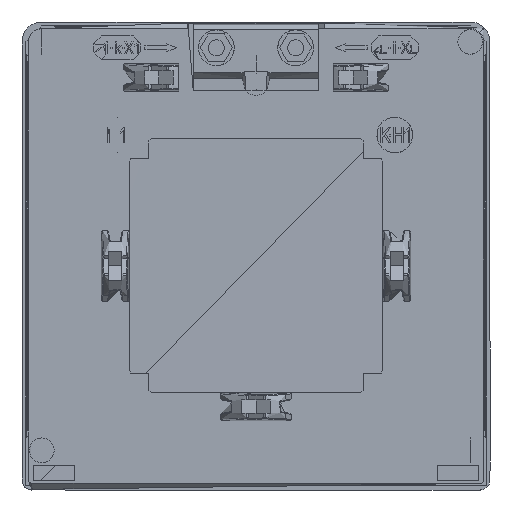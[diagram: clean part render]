
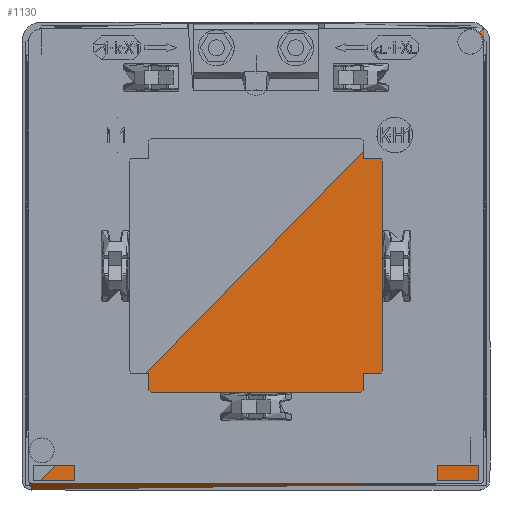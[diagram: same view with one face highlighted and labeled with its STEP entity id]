
A CAD part, front view. The second image highlights one B-rep face of the part: STEP entity #1130.
In plain terms, the highlighted free-form (B-spline) face has degree [2, 3] with [3, 15] control points.
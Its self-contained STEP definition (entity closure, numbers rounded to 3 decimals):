
#1130=ADVANCED_FACE('',(#2547),#23156,.T.);
#2547=FACE_OUTER_BOUND('',#4025,.T.);
#4025=EDGE_LOOP('',(#8552,#8553,#8554,#8555));
#8552=ORIENTED_EDGE('',*,*,#14194,.T.);
#8553=ORIENTED_EDGE('',*,*,#14196,.T.);
#8554=ORIENTED_EDGE('',*,*,#12475,.F.);
#8555=ORIENTED_EDGE('',*,*,#14195,.F.);
#12475=EDGE_CURVE('',#19959,#19960,#18909,.T.);
#14194=EDGE_CURVE('',#21096,#21097,#19286,.T.);
#14195=EDGE_CURVE('',#21096,#19959,#19287,.T.);
#14196=EDGE_CURVE('',#21097,#19960,#19288,.T.);
#18909=(
BOUNDED_CURVE()
B_SPLINE_CURVE(2,(#33681,#33682,#33683),.UNSPECIFIED.,.F.,.F.)
B_SPLINE_CURVE_WITH_KNOTS((3,3),(0.,2.343),.UNSPECIFIED.)
CURVE()
GEOMETRIC_REPRESENTATION_ITEM()
RATIONAL_B_SPLINE_CURVE((1.,0.71,1.))
REPRESENTATION_ITEM('')
);
#19286=(
BOUNDED_CURVE()
B_SPLINE_CURVE(2,(#40566,#40567,#40568),.UNSPECIFIED.,.F.,.F.)
B_SPLINE_CURVE_WITH_KNOTS((3,3),(0.,2.343),
 .UNSPECIFIED.)
CURVE()
GEOMETRIC_REPRESENTATION_ITEM()
RATIONAL_B_SPLINE_CURVE((1.,0.71,1.))
REPRESENTATION_ITEM('')
);
#19287=(
BOUNDED_CURVE()
B_SPLINE_CURVE(2,(#40569,#40570,#40571,#40572,#40573,#40574,#40575,#40576,
#40577),.UNSPECIFIED.,.F.,.F.)
B_SPLINE_CURVE_WITH_KNOTS((3,2,2,2,3),(229.011,232.851,
340.899,344.739,455.232),.UNSPECIFIED.)
CURVE()
GEOMETRIC_REPRESENTATION_ITEM()
RATIONAL_B_SPLINE_CURVE((1.,0.924,1.,1.,1.,0.707,
1.,1.,1.))
REPRESENTATION_ITEM('')
);
#19288=(
BOUNDED_CURVE()
B_SPLINE_CURVE(3,(#40578,#40579,#40580,#40581,#40582,#40583,#40584,#40585,
#40586,#40587,#40588,#40589,#40590,#40591,#40592,#40593,#40594,#40595,#40596),
 .UNSPECIFIED.,.F.,.F.)
B_SPLINE_CURVE_WITH_KNOTS((4,3,3,3,3,3,4),(227.752,229.122,
230.387,340.887,341.559,342.232,455.232),
 .UNSPECIFIED.)
CURVE()
GEOMETRIC_REPRESENTATION_ITEM()
RATIONAL_B_SPLINE_CURVE((1.,1.,1.,1.,1.,1.,1.,1.,1.,1.,1.,
1.,1.,1.,1.,1.,1.,1.,1.))
REPRESENTATION_ITEM('')
);
#19959=VERTEX_POINT('',#32468);
#19960=VERTEX_POINT('',#32469);
#21096=VERTEX_POINT('',#33605);
#21097=VERTEX_POINT('',#33606);
#23156=(
BOUNDED_SURFACE()
B_SPLINE_SURFACE(2,3,((#30701,#30702,#30703,#30704,#30705,#30706,#30707,
#30708,#30709,#30710,#30711,#30712,#30713,#30714,#30715),(#30716,#30717,
#30718,#30719,#30720,#30721,#30722,#30723,#30724,#30725,#30726,#30727,#30728,
#30729,#30730),(#30731,#30732,#30733,#30734,#30735,#30736,#30737,#30738,
#30739,#30740,#30741,#30742,#30743,#30744,#30745)),.UNSPECIFIED.,.F.,.F.,
 .F.)
B_SPLINE_SURFACE_WITH_KNOTS((3,3),(4,1,3,3,1,3,4),(0.,2.343),
(227.752,229.122,230.387,340.887,341.559,
342.232,455.232),.UNSPECIFIED.)
GEOMETRIC_REPRESENTATION_ITEM()
RATIONAL_B_SPLINE_SURFACE(((1.,1.,1.,1.,1.,1.,1.,1.,1.,
1.,1.,1.,1.,1.,1.),(0.71,0.71,
0.71,0.71,0.71,0.71,
0.71,0.71,0.71,0.71,
0.71,0.71,0.71,0.71,
0.71),(1.,1.,1.,1.,1.,1.,1.,1.,1.,
1.,1.,1.,1.,1.,1.)))
REPRESENTATION_ITEM('')
SURFACE()
);
#30701=CARTESIAN_POINT('',(116.434,-16.513,116.434));
#30702=CARTESIAN_POINT('',(116.901,-16.513,115.966));
#30703=CARTESIAN_POINT('',(117.614,-16.513,114.881));
#30704=CARTESIAN_POINT('',(117.856,-16.513,113.61));
#30705=CARTESIAN_POINT('',(117.856,-16.513,113.));
#30706=CARTESIAN_POINT('',(117.856,-16.513,76.167));
#30707=CARTESIAN_POINT('',(117.856,-16.513,39.333));
#30708=CARTESIAN_POINT('',(117.856,-16.513,2.5));
#30709=CARTESIAN_POINT('',(117.86,-16.513,1.883));
#30710=CARTESIAN_POINT('',(117.344,-16.513,0.656));
#30711=CARTESIAN_POINT('',(116.117,-16.513,0.14));
#30712=CARTESIAN_POINT('',(115.5,-16.513,0.144));
#30713=CARTESIAN_POINT('',(77.833,-16.513,0.144));
#30714=CARTESIAN_POINT('',(40.167,-16.513,0.144));
#30715=CARTESIAN_POINT('',(2.5,-16.513,0.144));
#30716=CARTESIAN_POINT('',(116.425,-18.,116.425));
#30717=CARTESIAN_POINT('',(116.891,-18.,115.958));
#30718=CARTESIAN_POINT('',(117.601,-18.,114.876));
#30719=CARTESIAN_POINT('',(117.843,-18.,113.608));
#30720=CARTESIAN_POINT('',(117.843,-18.,113.));
#30721=CARTESIAN_POINT('',(117.843,-18.,76.167));
#30722=CARTESIAN_POINT('',(117.843,-18.,39.333));
#30723=CARTESIAN_POINT('',(117.843,-18.,2.5));
#30724=CARTESIAN_POINT('',(117.847,-18.,1.886));
#30725=CARTESIAN_POINT('',(117.334,-18.,0.666));
#30726=CARTESIAN_POINT('',(116.114,-18.,0.153));
#30727=CARTESIAN_POINT('',(115.5,-18.,0.157));
#30728=CARTESIAN_POINT('',(77.833,-18.,0.157));
#30729=CARTESIAN_POINT('',(40.167,-18.,0.157));
#30730=CARTESIAN_POINT('',(2.5,-18.,0.157));
#30731=CARTESIAN_POINT('',(115.373,-18.,115.373));
#30732=CARTESIAN_POINT('',(115.696,-18.,115.05));
#30733=CARTESIAN_POINT('',(116.189,-18.,114.3));
#30734=CARTESIAN_POINT('',(116.356,-18.,113.422));
#30735=CARTESIAN_POINT('',(116.356,-18.,113.));
#30736=CARTESIAN_POINT('',(116.356,-18.,76.167));
#30737=CARTESIAN_POINT('',(116.356,-18.,39.333));
#30738=CARTESIAN_POINT('',(116.356,-18.,2.5));
#30739=CARTESIAN_POINT('',(116.357,-18.,2.276));
#30740=CARTESIAN_POINT('',(116.17,-18.,1.83));
#30741=CARTESIAN_POINT('',(115.724,-18.,1.643));
#30742=CARTESIAN_POINT('',(115.5,-18.,1.644));
#30743=CARTESIAN_POINT('',(77.833,-18.,1.644));
#30744=CARTESIAN_POINT('',(40.167,-18.,1.644));
#30745=CARTESIAN_POINT('',(2.5,-18.,1.644));
#32468=CARTESIAN_POINT('',(2.5,-16.513,0.144));
#32469=CARTESIAN_POINT('',(2.5,-18.,1.644));
#33605=CARTESIAN_POINT('',(116.434,-16.513,116.434));
#33606=CARTESIAN_POINT('',(115.373,-18.,115.373));
#33681=CARTESIAN_POINT('',(2.5,-16.513,0.144));
#33682=CARTESIAN_POINT('',(2.5,-18.,0.157));
#33683=CARTESIAN_POINT('',(2.5,-18.,1.644));
#40566=CARTESIAN_POINT('',(116.434,-16.513,116.434));
#40567=CARTESIAN_POINT('',(116.425,-18.,116.425));
#40568=CARTESIAN_POINT('',(115.373,-18.,115.373));
#40569=CARTESIAN_POINT('',(116.434,-16.513,116.434));
#40570=CARTESIAN_POINT('',(117.856,-16.513,115.011));
#40571=CARTESIAN_POINT('',(117.856,-16.513,113.));
#40572=CARTESIAN_POINT('',(117.856,-16.513,57.75));
#40573=CARTESIAN_POINT('',(117.856,-16.513,2.5));
#40574=CARTESIAN_POINT('',(117.856,-16.513,0.144));
#40575=CARTESIAN_POINT('',(115.5,-16.513,0.144));
#40576=CARTESIAN_POINT('',(59.,-16.513,0.144));
#40577=CARTESIAN_POINT('',(2.5,-16.513,0.144));
#40578=CARTESIAN_POINT('',(115.373,-18.,115.373));
#40579=CARTESIAN_POINT('',(115.696,-18.,115.05));
#40580=CARTESIAN_POINT('',(115.952,-18.,114.66));
#40581=CARTESIAN_POINT('',(116.12,-18.,114.235));
#40582=CARTESIAN_POINT('',(116.276,-18.,113.843));
#40583=CARTESIAN_POINT('',(116.356,-18.,113.422));
#40584=CARTESIAN_POINT('',(116.356,-18.,113.));
#40585=CARTESIAN_POINT('',(116.356,-18.,76.167));
#40586=CARTESIAN_POINT('',(116.356,-18.,39.333));
#40587=CARTESIAN_POINT('',(116.356,-18.,2.5));
#40588=CARTESIAN_POINT('',(116.357,-18.,2.276));
#40589=CARTESIAN_POINT('',(116.264,-18.,2.053));
#40590=CARTESIAN_POINT('',(116.105,-18.,1.895));
#40591=CARTESIAN_POINT('',(115.947,-18.,1.736));
#40592=CARTESIAN_POINT('',(115.724,-18.,1.643));
#40593=CARTESIAN_POINT('',(115.5,-18.,1.644));
#40594=CARTESIAN_POINT('',(77.833,-18.,1.644));
#40595=CARTESIAN_POINT('',(40.167,-18.,1.644));
#40596=CARTESIAN_POINT('',(2.5,-18.,1.644));
